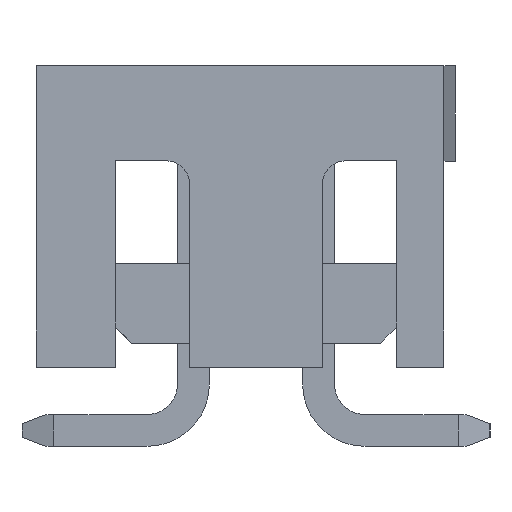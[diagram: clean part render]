
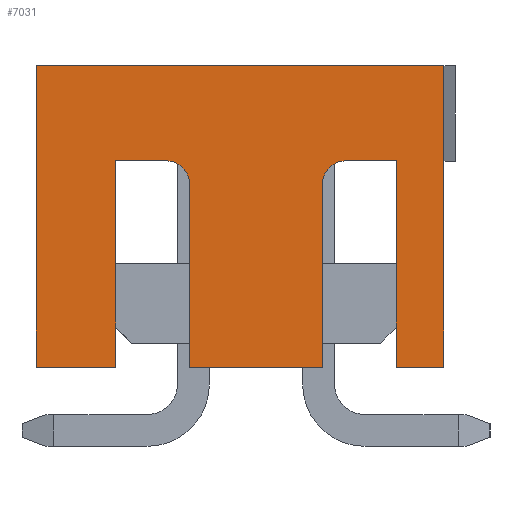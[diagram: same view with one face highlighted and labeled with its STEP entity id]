
A CAD part, left-side view. The second image highlights one B-rep face of the part: STEP entity #7031.
In plain terms, the highlighted planar face has unit normal (-1, 0, 0).
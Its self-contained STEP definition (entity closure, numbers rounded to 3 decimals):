
#99=CIRCLE('',#7461,0.381);
#100=CIRCLE('',#7462,0.381);
#201=FACE_OUTER_BOUND('',#602,.T.);
#602=EDGE_LOOP('',(#4734,#4735,#4736,#4737,#4738,#4739,#4740,#4741,#4742,
#4743,#4744,#4745,#4746,#4747));
#1010=LINE('',#9782,#1971);
#1039=LINE('',#9842,#2000);
#1045=LINE('',#9855,#2006);
#1059=LINE('',#9884,#2020);
#1062=LINE('',#9890,#2023);
#1103=LINE('',#9981,#2064);
#1104=LINE('',#9983,#2065);
#1105=LINE('',#9986,#2066);
#1106=LINE('',#9988,#2067);
#1107=LINE('',#9992,#2068);
#1108=LINE('',#9993,#2069);
#1109=LINE('',#9994,#2070);
#1971=VECTOR('',#7906,1000.);
#2000=VECTOR('',#7945,1000.);
#2006=VECTOR('',#7953,1000.);
#2020=VECTOR('',#7975,1000.);
#2023=VECTOR('',#7980,1000.);
#2064=VECTOR('',#8049,1000.);
#2065=VECTOR('',#8050,1000.);
#2066=VECTOR('',#8053,1000.);
#2067=VECTOR('',#8054,1000.);
#2068=VECTOR('',#8057,1000.);
#2069=VECTOR('',#8058,1000.);
#2070=VECTOR('',#8059,1000.);
#2929=VERTEX_POINT('',#9779);
#2930=VERTEX_POINT('',#9781);
#2954=VERTEX_POINT('',#9836);
#2956=VERTEX_POINT('',#9840);
#2961=VERTEX_POINT('',#9852);
#2962=VERTEX_POINT('',#9854);
#2973=VERTEX_POINT('',#9883);
#2975=VERTEX_POINT('',#9889);
#3011=VERTEX_POINT('',#9980);
#3012=VERTEX_POINT('',#9982);
#3013=VERTEX_POINT('',#9984);
#3014=VERTEX_POINT('',#9987);
#3015=VERTEX_POINT('',#9989);
#3016=VERTEX_POINT('',#9991);
#3594=EDGE_CURVE('',#2929,#2930,#1010,.T.);
#3623=EDGE_CURVE('',#2954,#2956,#1039,.T.);
#3629=EDGE_CURVE('',#2962,#2961,#1045,.T.);
#3643=EDGE_CURVE('',#2973,#2930,#1059,.T.);
#3646=EDGE_CURVE('',#2975,#2962,#1062,.T.);
#3691=EDGE_CURVE('',#3011,#2961,#1103,.T.);
#3692=EDGE_CURVE('',#3012,#3011,#1104,.T.);
#3693=EDGE_CURVE('',#3012,#3013,#99,.T.);
#3694=EDGE_CURVE('',#2954,#3013,#1105,.T.);
#3695=EDGE_CURVE('',#3014,#2956,#1106,.T.);
#3696=EDGE_CURVE('',#3014,#3015,#100,.T.);
#3697=EDGE_CURVE('',#3016,#3015,#1107,.T.);
#3698=EDGE_CURVE('',#2973,#3016,#1108,.T.);
#3699=EDGE_CURVE('',#2975,#2929,#1109,.T.);
#4734=ORIENTED_EDGE('',*,*,#3629,.T.);
#4735=ORIENTED_EDGE('',*,*,#3691,.F.);
#4736=ORIENTED_EDGE('',*,*,#3692,.F.);
#4737=ORIENTED_EDGE('',*,*,#3693,.T.);
#4738=ORIENTED_EDGE('',*,*,#3694,.F.);
#4739=ORIENTED_EDGE('',*,*,#3623,.T.);
#4740=ORIENTED_EDGE('',*,*,#3695,.F.);
#4741=ORIENTED_EDGE('',*,*,#3696,.T.);
#4742=ORIENTED_EDGE('',*,*,#3697,.F.);
#4743=ORIENTED_EDGE('',*,*,#3698,.F.);
#4744=ORIENTED_EDGE('',*,*,#3643,.T.);
#4745=ORIENTED_EDGE('',*,*,#3594,.F.);
#4746=ORIENTED_EDGE('',*,*,#3699,.F.);
#4747=ORIENTED_EDGE('',*,*,#3646,.T.);
#6660=PLANE('',#7460);
#7031=ADVANCED_FACE('',(#201),#6660,.F.);
#7460=AXIS2_PLACEMENT_3D('',#9979,#8047,#8048);
#7461=AXIS2_PLACEMENT_3D('',#9985,#8051,#8052);
#7462=AXIS2_PLACEMENT_3D('',#9990,#8055,#8056);
#7906=DIRECTION('',(0.,0.,-1.));
#7945=DIRECTION('',(0.,-1.,0.));
#7953=DIRECTION('',(0.,-1.,0.));
#7975=DIRECTION('',(0.,-1.,0.));
#7980=DIRECTION('',(0.,0.,-1.));
#8047=DIRECTION('center_axis',(1.,0.,0.));
#8048=DIRECTION('ref_axis',(0.,1.,0.));
#8049=DIRECTION('',(0.,0.,-1.));
#8050=DIRECTION('',(0.,1.,0.));
#8051=DIRECTION('center_axis',(1.,0.,0.));
#8052=DIRECTION('ref_axis',(0.,1.,0.));
#8053=DIRECTION('',(0.,0.,1.));
#8054=DIRECTION('',(0.,0.,-1.));
#8055=DIRECTION('center_axis',(1.,0.,0.));
#8056=DIRECTION('ref_axis',(0.,1.,0.));
#8057=DIRECTION('',(0.,1.,0.));
#8058=DIRECTION('',(0.,0.,1.));
#8059=DIRECTION('',(0.,-1.,0.));
#9779=CARTESIAN_POINT('',(-10.983,-3.01,6.096));
#9781=CARTESIAN_POINT('',(-10.983,-3.01,1.27));
#9782=CARTESIAN_POINT('',(-10.983,-3.01,6.096));
#9836=CARTESIAN_POINT('',(-10.983,1.062,1.27));
#9840=CARTESIAN_POINT('',(-10.983,-1.062,1.27));
#9842=CARTESIAN_POINT('',(-10.983,3.518,1.27));
#9852=CARTESIAN_POINT('',(-10.983,2.248,1.27));
#9854=CARTESIAN_POINT('',(-10.983,3.518,1.27));
#9855=CARTESIAN_POINT('',(-10.983,3.518,1.27));
#9883=CARTESIAN_POINT('',(-10.983,-2.248,1.27));
#9884=CARTESIAN_POINT('',(-10.983,3.518,1.27));
#9889=CARTESIAN_POINT('',(-10.983,3.518,6.096));
#9890=CARTESIAN_POINT('',(-10.983,3.518,6.096));
#9979=CARTESIAN_POINT('Origin',(-10.983,3.518,6.096));
#9980=CARTESIAN_POINT('',(-10.983,2.248,4.572));
#9981=CARTESIAN_POINT('',(-10.983,2.248,4.572));
#9982=CARTESIAN_POINT('',(-10.983,1.443,4.572));
#9983=CARTESIAN_POINT('',(-10.983,1.443,4.572));
#9984=CARTESIAN_POINT('',(-10.983,1.062,4.191));
#9985=CARTESIAN_POINT('Origin',(-10.983,1.443,4.191));
#9986=CARTESIAN_POINT('',(-10.983,1.062,1.27));
#9987=CARTESIAN_POINT('',(-10.983,-1.062,4.191));
#9988=CARTESIAN_POINT('',(-10.983,-1.062,4.191));
#9989=CARTESIAN_POINT('',(-10.983,-1.443,4.572));
#9990=CARTESIAN_POINT('Origin',(-10.983,-1.443,4.191));
#9991=CARTESIAN_POINT('',(-10.983,-2.248,4.572));
#9992=CARTESIAN_POINT('',(-10.983,-2.248,4.572));
#9993=CARTESIAN_POINT('',(-10.983,-2.248,1.27));
#9994=CARTESIAN_POINT('',(-10.983,3.518,6.096));
